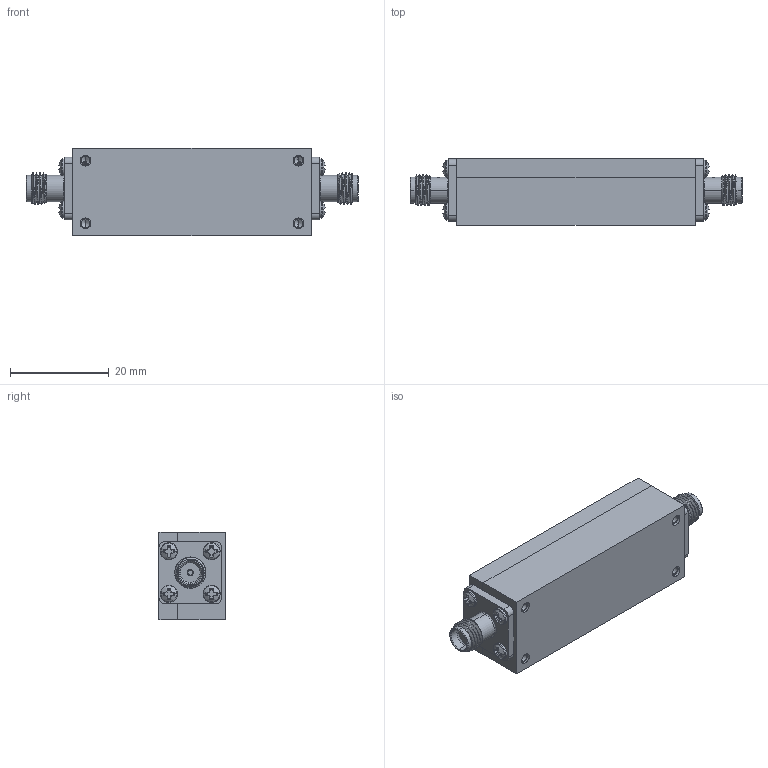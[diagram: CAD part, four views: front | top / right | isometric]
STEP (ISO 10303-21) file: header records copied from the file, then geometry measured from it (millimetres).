
FILE_DESCRIPTION (( 'STEP AP203' ), '1' );
FILE_NAME ('PE8702.step', '2018-10-19T17:06:40', ( '' ), ( '' ), 'SwSTEP 2.0', 'SolidWorks 2017', '' );
FILE_SCHEMA (( 'CONFIG_CONTROL_DESIGN' ));
Products named in the file (1): PE8702
Bounding box: 67.31 x 13.51 x 17.78 mm (x, y, z)
Volume: 12439.9 mm3; surface area: 6141.4 mm2
Topology: 4 solids, 4 shells, 1469 faces, 3967 edges, 2624 vertices
Faces by surface type: plane 712, cylinder 348, bspline 309, cone 96, torus 4
Entity records: 71988 total; most frequent: CARTESIAN_POINT 38158, ORIENTED_EDGE 7918, DIRECTION 5641, EDGE_CURVE 3959, VERTEX_POINT 2624, VECTOR 2231, LINE 2231, AXIS2_PLACEMENT_3D 1705
